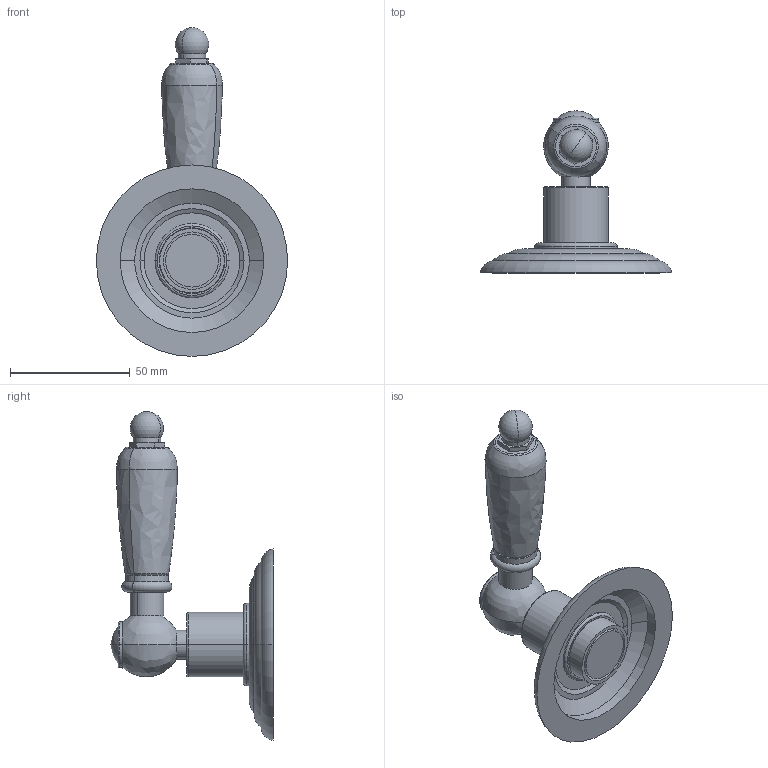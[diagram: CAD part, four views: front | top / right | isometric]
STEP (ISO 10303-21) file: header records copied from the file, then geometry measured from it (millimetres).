
FILE_DESCRIPTION((''),'2;1');
FILE_NAME('ZDEV080CR','2021-11-23T11:32:47',('ut3'),('PAFFONI SpA'),'CREO PARAMETRIC BY PTC INC, 2020044','CREO PARAMETRIC BY PTC INC, 2020044','');
FILE_SCHEMA(('CONFIG_CONTROL_DESIGN','SHAPE_APPEARANCE_LAYERS_GROUPS'));
Length unit declared in the file: millimetre
Products named in the file (1): ZDEV080CR
Bounding box: 80 x 67.7 x 137.4 mm (x, y, z)
Volume: 72072.5 mm3; surface area: 26189.6 mm2
Topology: 1 solids, 1 shells, 96 faces, 198 edges, 120 vertices
Faces by surface type: cylinder 30, plane 26, torus 26, bspline 6, cone 4, sphere 4
Entity records: 3589 total; most frequent: CARTESIAN_POINT 641, DIRECTION 512, ORIENTED_EDGE 388, AXIS2_PLACEMENT_3D 230, EDGE_CURVE 194, CIRCLE 140, VERTEX_POINT 120, EDGE_LOOP 116
